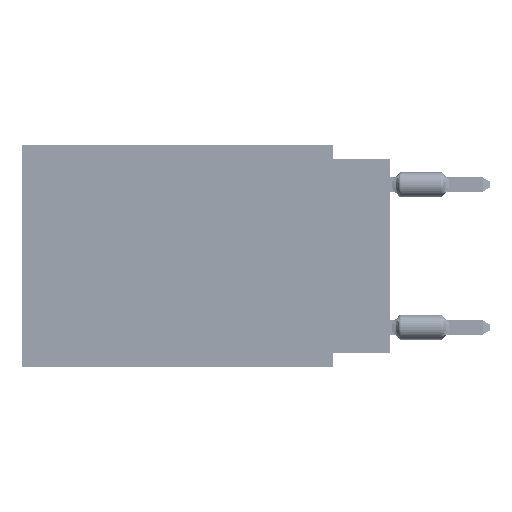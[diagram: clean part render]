
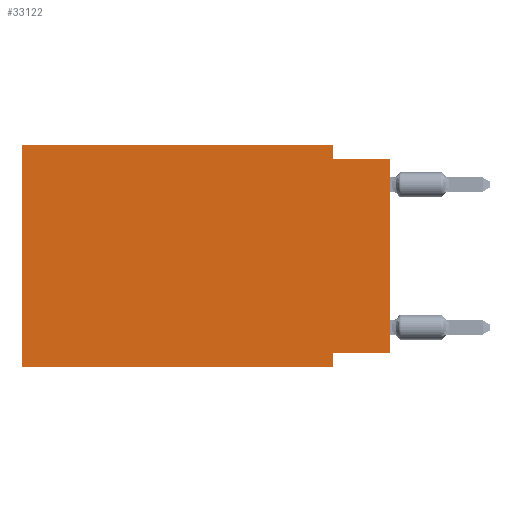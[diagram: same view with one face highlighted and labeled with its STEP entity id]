
A CAD part, left-side view. The second image highlights one B-rep face of the part: STEP entity #33122.
In plain terms, the highlighted planar face has unit normal (-1, 0, 0).
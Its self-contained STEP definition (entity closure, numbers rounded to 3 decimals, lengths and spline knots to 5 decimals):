
#361 = LINE ( 'NONE', #41616, #23246 ) ;
#1033 = CARTESIAN_POINT ( 'NONE',  ( 0., 0., -0.365 ) ) ;
#2021 = VECTOR ( 'NONE', #53956, 39.37008 ) ;
#2279 = CARTESIAN_POINT ( 'NONE',  ( 0., 0.645, -0.39 ) ) ;
#4555 = CARTESIAN_POINT ( 'NONE',  ( 0., 0.645, 0. ) ) ;
#6669 = CARTESIAN_POINT ( 'NONE',  ( 0., 0., -0.365 ) ) ;
#6706 = CARTESIAN_POINT ( 'NONE',  ( 0., 0., -0.025 ) ) ;
#7901 = CARTESIAN_POINT ( 'NONE',  ( 0., 0.645, 0. ) ) ;
#9881 = ORIENTED_EDGE ( 'NONE', *, *, #68141, .T. ) ;
#10284 = CARTESIAN_POINT ( 'NONE',  ( 0., 0.1, -0.365 ) ) ;
#11114 = EDGE_LOOP ( 'NONE', ( #25636, #78515, #18551, #46971, #42994, #9881, #70975, #24781 ) ) ;
#13410 = DIRECTION ( 'NONE',  ( 0., 0., -1. ) ) ;
#16707 = LINE ( 'NONE', #44059, #61590 ) ;
#18036 = VERTEX_POINT ( 'NONE', #6706 ) ;
#18551 = ORIENTED_EDGE ( 'NONE', *, *, #23988, .F. ) ;
#18845 = FACE_OUTER_BOUND ( 'NONE', #11114, .T. ) ;
#21115 = CARTESIAN_POINT ( 'NONE',  ( 0., 0.645, 0. ) ) ;
#21291 = AXIS2_PLACEMENT_3D ( 'NONE', #73546, #33605, #35365 ) ;
#21992 = VERTEX_POINT ( 'NONE', #42304 ) ;
#22193 = CARTESIAN_POINT ( 'NONE',  ( 0., 0.1, -0.025 ) ) ;
#23246 = VECTOR ( 'NONE', #28557, 39.37008 ) ;
#23988 = EDGE_CURVE ( 'NONE', #21992, #70406, #61847, .T. ) ;
#24781 = ORIENTED_EDGE ( 'NONE', *, *, #62605, .F. ) ;
#25636 = ORIENTED_EDGE ( 'NONE', *, *, #66422, .T. ) ;
#26608 = LINE ( 'NONE', #53524, #2021 ) ;
#27779 = VECTOR ( 'NONE', #13410, 39.37008 ) ;
#28360 = LINE ( 'NONE', #1033, #76039 ) ;
#28557 = DIRECTION ( 'NONE',  ( 0., 0., 1. ) ) ;
#31771 = VECTOR ( 'NONE', #77598, 39.37008 ) ;
#32588 = VERTEX_POINT ( 'NONE', #80833 ) ;
#33122 = ADVANCED_FACE ( 'NONE', ( #18845 ), #46189, .F. ) ;
#33605 = DIRECTION ( 'NONE',  ( 1., 0., 0. ) ) ;
#35365 = DIRECTION ( 'NONE',  ( 0., 0., -1. ) ) ;
#36708 = VERTEX_POINT ( 'NONE', #2279 ) ;
#36766 = LINE ( 'NONE', #21115, #31771 ) ;
#38734 = EDGE_CURVE ( 'NONE', #36708, #74427, #36766, .T. ) ;
#40669 = EDGE_CURVE ( 'NONE', #74427, #21992, #42432, .T. ) ;
#41616 = CARTESIAN_POINT ( 'NONE',  ( 0., 0., 0. ) ) ;
#42304 = CARTESIAN_POINT ( 'NONE',  ( 0., 0.1, 0. ) ) ;
#42432 = LINE ( 'NONE', #7901, #81485 ) ;
#42994 = ORIENTED_EDGE ( 'NONE', *, *, #38734, .F. ) ;
#44059 = CARTESIAN_POINT ( 'NONE',  ( 0., 0., -0.025 ) ) ;
#46189 = PLANE ( 'NONE',  #21291 ) ;
#46971 = ORIENTED_EDGE ( 'NONE', *, *, #40669, .F. ) ;
#49024 = DIRECTION ( 'NONE',  ( 0., 1., 0. ) ) ;
#49158 = DIRECTION ( 'NONE',  ( 0., -1., 0. ) ) ;
#51212 = DIRECTION ( 'NONE',  ( 0., 0., -1. ) ) ;
#52584 = EDGE_CURVE ( 'NONE', #61313, #32588, #66434, .T. ) ;
#53524 = CARTESIAN_POINT ( 'NONE',  ( 0., 0.645, -0.39 ) ) ;
#53956 = DIRECTION ( 'NONE',  ( 0., -1., 0. ) ) ;
#57526 = DIRECTION ( 'NONE',  ( 0., -1., 0. ) ) ;
#60952 = CARTESIAN_POINT ( 'NONE',  ( 0., 0.1, 0. ) ) ;
#60957 = VECTOR ( 'NONE', #51212, 39.37008 ) ;
#61313 = VERTEX_POINT ( 'NONE', #10284 ) ;
#61590 = VECTOR ( 'NONE', #57526, 39.37008 ) ;
#61847 = LINE ( 'NONE', #60952, #27779 ) ;
#62605 = EDGE_CURVE ( 'NONE', #72757, #61313, #28360, .T. ) ;
#66422 = EDGE_CURVE ( 'NONE', #72757, #18036, #361, .T. ) ;
#66434 = LINE ( 'NONE', #66872, #60957 ) ;
#66872 = CARTESIAN_POINT ( 'NONE',  ( 0., 0.1, -0.39 ) ) ;
#68141 = EDGE_CURVE ( 'NONE', #36708, #32588, #26608, .T. ) ;
#70406 = VERTEX_POINT ( 'NONE', #22193 ) ;
#70975 = ORIENTED_EDGE ( 'NONE', *, *, #52584, .F. ) ;
#72757 = VERTEX_POINT ( 'NONE', #6669 ) ;
#73546 = CARTESIAN_POINT ( 'NONE',  ( 0., 0.645, 0. ) ) ;
#74427 = VERTEX_POINT ( 'NONE', #4555 ) ;
#76039 = VECTOR ( 'NONE', #49024, 39.37008 ) ;
#77598 = DIRECTION ( 'NONE',  ( 0., 0., 1. ) ) ;
#78515 = ORIENTED_EDGE ( 'NONE', *, *, #84859, .F. ) ;
#80833 = CARTESIAN_POINT ( 'NONE',  ( 0., 0.1, -0.39 ) ) ;
#81485 = VECTOR ( 'NONE', #49158, 39.37008 ) ;
#84859 = EDGE_CURVE ( 'NONE', #70406, #18036, #16707, .T. ) ;
